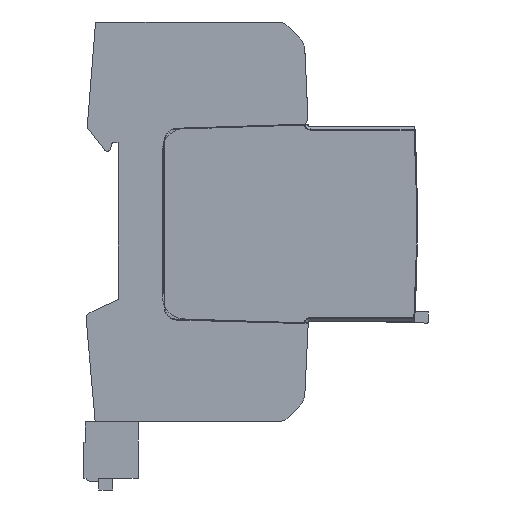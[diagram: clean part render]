
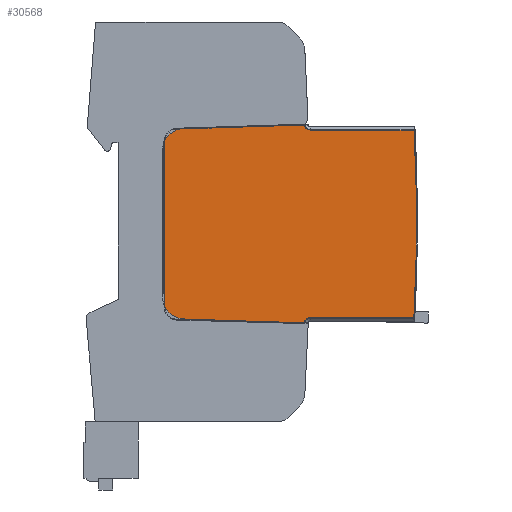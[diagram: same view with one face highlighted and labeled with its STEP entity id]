
A CAD part, left-side view. The second image highlights one B-rep face of the part: STEP entity #30568.
In plain terms, the highlighted face is planar.
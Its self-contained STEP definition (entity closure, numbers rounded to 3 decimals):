
#21764=DIRECTION('',(0.,1.,0.));
#21765=VECTOR('',#21764,0.179);
#21766=CARTESIAN_POINT('',(9.,31.503,-23.05));
#21767=LINE('',#21766,#21765);
#21780=CARTESIAN_POINT('',(9.,-342.811,0.));
#21781=DIRECTION('',(-1.,0.,0.));
#21782=DIRECTION('',(0.,0.999,0.051));
#21783=AXIS2_PLACEMENT_3D('',#21780,#21781,#21782);
#21785=CARTESIAN_POINT('',(9.,33.,-23.25));
#21786=DIRECTION('',(1.,0.,0.));
#21787=DIRECTION('',(0.,0.,1.));
#21788=AXIS2_PLACEMENT_3D('',#21785,#21786,#21787);
#21790=CARTESIAN_POINT('',(9.,33.,-23.25));
#21791=DIRECTION('',(1.,0.,0.));
#21792=DIRECTION('',(0.,-0.706,0.708));
#21793=AXIS2_PLACEMENT_3D('',#21790,#21791,#21792);
#21795=DIRECTION('',(0.,-1.,0.028));
#21796=VECTOR('',#21795,28.592);
#21797=CARTESIAN_POINT('',(9.,31.503,-23.05));
#21798=LINE('',#21797,#21796);
#21799=CARTESIAN_POINT('',(9.,3.,-19.45));
#21800=DIRECTION('',(-1.,0.,0.));
#21801=DIRECTION('',(0.,-0.028,-1.));
#21802=AXIS2_PLACEMENT_3D('',#21799,#21800,#21801);
#21804=CARTESIAN_POINT('',(9.,3.,17.844));
#21805=DIRECTION('',(-1.,0.,0.));
#21806=DIRECTION('',(0.,-1.,0.));
#21807=AXIS2_PLACEMENT_3D('',#21804,#21805,#21806);
#21809=DIRECTION('',(0.,0.999,0.032));
#21810=VECTOR('',#21809,28.606);
#21811=CARTESIAN_POINT('',(9.,2.911,20.642));
#21812=LINE('',#21811,#21810);
#21813=CARTESIAN_POINT('',(9.,33.,21.75));
#21814=DIRECTION('',(1.,0.,0.));
#21815=DIRECTION('',(0.,-0.989,-0.15));
#21816=AXIS2_PLACEMENT_3D('',#21813,#21814,#21815);
#21837=DIRECTION('',(0.,1.,0.));
#21838=VECTOR('',#21837,23.387);
#21839=CARTESIAN_POINT('',(9.,33.,-21.917));
#21840=LINE('',#21839,#21838);
#21992=DIRECTION('',(0.,-1.,0.));
#21993=VECTOR('',#21992,23.467);
#21994=CARTESIAN_POINT('',(9.,56.467,20.417));
#21995=LINE('',#21994,#21993);
#22024=DIRECTION('',(0.,-1.,0.));
#22025=VECTOR('',#22024,0.179);
#22026=CARTESIAN_POINT('',(9.,31.682,21.55));
#22027=LINE('',#22026,#22025);
#22175=DIRECTION('',(0.,0.,-1.));
#22176=VECTOR('',#22175,37.294);
#22177=CARTESIAN_POINT('',(9.,0.2,17.844));
#22178=LINE('',#22177,#22176);
#26573=CARTESIAN_POINT('',(9.,31.503,-23.05));
#26574=CARTESIAN_POINT('',(9.,31.682,-23.05));
#26575=VERTEX_POINT('',#26573);
#26576=VERTEX_POINT('',#26574);
#26577=CARTESIAN_POINT('',(9.,56.467,20.417));
#26578=CARTESIAN_POINT('',(9.,56.387,-21.917));
#26579=VERTEX_POINT('',#26577);
#26580=VERTEX_POINT('',#26578);
#26581=CARTESIAN_POINT('',(9.,33.,-21.917));
#26582=VERTEX_POINT('',#26581);
#26583=CARTESIAN_POINT('',(9.,32.058,-22.307));
#26584=VERTEX_POINT('',#26583);
#26585=CARTESIAN_POINT('',(9.,2.922,-22.249));
#26586=VERTEX_POINT('',#26585);
#26587=CARTESIAN_POINT('',(9.,0.2,-19.45));
#26588=VERTEX_POINT('',#26587);
#26589=CARTESIAN_POINT('',(9.,0.2,17.844));
#26590=VERTEX_POINT('',#26589);
#26591=CARTESIAN_POINT('',(9.,2.911,20.642));
#26592=VERTEX_POINT('',#26591);
#26593=CARTESIAN_POINT('',(9.,31.503,21.55));
#26594=VERTEX_POINT('',#26593);
#26595=CARTESIAN_POINT('',(9.,31.682,21.55));
#26596=VERTEX_POINT('',#26595);
#26597=CARTESIAN_POINT('',(9.,33.,20.417));
#26598=VERTEX_POINT('',#26597);
#30536=CARTESIAN_POINT('',(9.,0.,20.75));
#30537=DIRECTION('',(1.,0.,0.));
#30538=DIRECTION('',(0.,0.,-1.));
#30539=AXIS2_PLACEMENT_3D('',#30536,#30537,#30538);
#30540=PLANE('',#30539);
#30542=ORIENTED_EDGE('',*,*,#30541,.T.);
#30544=ORIENTED_EDGE('',*,*,#30543,.F.);
#30546=ORIENTED_EDGE('',*,*,#30545,.T.);
#30548=ORIENTED_EDGE('',*,*,#30547,.T.);
#30549=ORIENTED_EDGE('',*,*,#30519,.F.);
#30551=ORIENTED_EDGE('',*,*,#30550,.T.);
#30553=ORIENTED_EDGE('',*,*,#30552,.T.);
#30555=ORIENTED_EDGE('',*,*,#30554,.F.);
#30557=ORIENTED_EDGE('',*,*,#30556,.T.);
#30559=ORIENTED_EDGE('',*,*,#30558,.T.);
#30561=ORIENTED_EDGE('',*,*,#30560,.F.);
#30563=ORIENTED_EDGE('',*,*,#30562,.T.);
#30565=ORIENTED_EDGE('',*,*,#30564,.F.);
#30566=EDGE_LOOP('',(#30542,#30544,#30546,#30548,#30549,#30551,#30553,#30555,
#30557,#30559,#30561,#30563,#30565));
#30567=FACE_OUTER_BOUND('',#30566,.F.);
#21784=CIRCLE('',#21783,399.8);
#21789=CIRCLE('',#21788,1.333);
#21794=CIRCLE('',#21793,1.333);
#21803=CIRCLE('',#21802,2.8);
#21808=CIRCLE('',#21807,2.8);
#21817=CIRCLE('',#21816,1.333);
#30519=EDGE_CURVE('',#26575,#26576,#21767,.T.);
#30541=EDGE_CURVE('',#26579,#26580,#21784,.T.);
#30543=EDGE_CURVE('',#26582,#26580,#21840,.T.);
#30545=EDGE_CURVE('',#26582,#26584,#21789,.T.);
#30547=EDGE_CURVE('',#26584,#26576,#21794,.T.);
#30550=EDGE_CURVE('',#26575,#26586,#21798,.T.);
#30552=EDGE_CURVE('',#26586,#26588,#21803,.T.);
#30554=EDGE_CURVE('',#26590,#26588,#22178,.T.);
#30556=EDGE_CURVE('',#26590,#26592,#21808,.T.);
#30558=EDGE_CURVE('',#26592,#26594,#21812,.T.);
#30560=EDGE_CURVE('',#26596,#26594,#22027,.T.);
#30562=EDGE_CURVE('',#26596,#26598,#21817,.T.);
#30564=EDGE_CURVE('',#26579,#26598,#21995,.T.);
#30568=ADVANCED_FACE('',(#30567),#30540,.T.);
